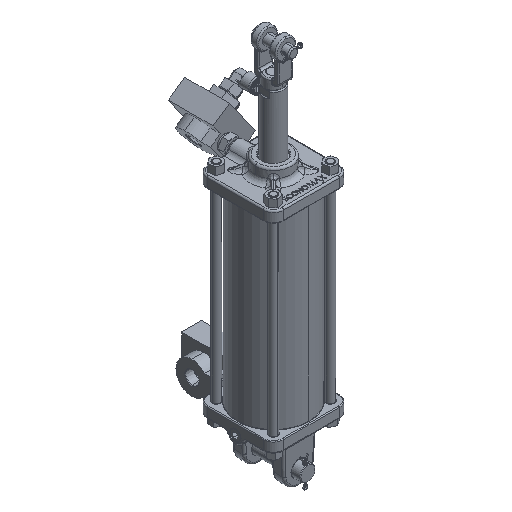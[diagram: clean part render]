
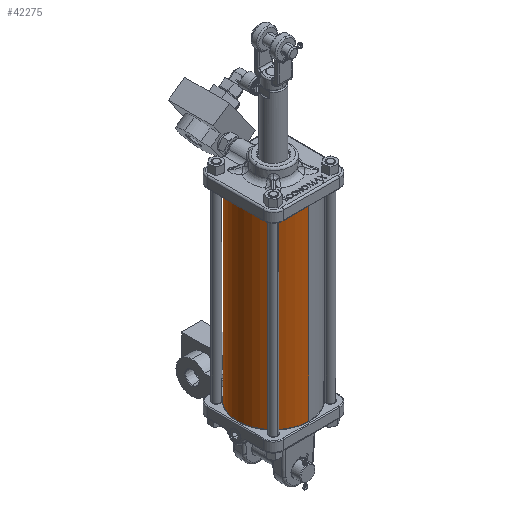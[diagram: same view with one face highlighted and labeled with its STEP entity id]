
A CAD part, isometric view. The second image highlights one B-rep face of the part: STEP entity #42275.
In plain terms, the highlighted cylindrical face has radius 44.45 mm (diameter 88.9 mm), a partial arc.
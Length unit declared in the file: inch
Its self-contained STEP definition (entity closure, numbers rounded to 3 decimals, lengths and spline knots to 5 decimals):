
#2123 = CARTESIAN_POINT ( 'NONE',  ( 1.75, 0., -9.375 ) ) ;
#4385 = VERTEX_POINT ( 'NONE', #7634 ) ;
#5192 = CARTESIAN_POINT ( 'NONE',  ( -1.75, 0., -14.44975 ) ) ;
#5788 = EDGE_CURVE ( 'NONE', #38050, #49051, #54642, .T. ) ;
#7634 = CARTESIAN_POINT ( 'NONE',  ( -1.75, 0., -9.375 ) ) ;
#9059 = EDGE_CURVE ( 'NONE', #38050, #4385, #48941, .T. ) ;
#10189 = CIRCLE ( 'NONE', #65208, 1.75 ) ;
#11903 = AXIS2_PLACEMENT_3D ( 'NONE', #55967, #19379, #29231 ) ;
#13762 = ORIENTED_EDGE ( 'NONE', *, *, #5788, .T. ) ;
#17041 = ORIENTED_EDGE ( 'NONE', *, *, #44372, .F. ) ;
#17710 = DIRECTION ( 'NONE',  ( 0., 0., 1. ) ) ;
#19379 = DIRECTION ( 'NONE',  ( 0., 0., -1. ) ) ;
#20450 = EDGE_CURVE ( 'NONE', #4385, #59347, #42805, .T. ) ;
#22056 = DIRECTION ( 'NONE',  ( 0., 0., 1. ) ) ;
#26344 = CARTESIAN_POINT ( 'NONE',  ( 1.75, 0., 0. ) ) ;
#29231 = DIRECTION ( 'NONE',  ( 1., 0., 0. ) ) ;
#29897 = CYLINDRICAL_SURFACE ( 'NONE', #37741, 1.75 ) ;
#30237 = DIRECTION ( 'NONE',  ( 1., 0., 0. ) ) ;
#32755 = DIRECTION ( 'NONE',  ( 1., 0., 0. ) ) ;
#34624 = EDGE_LOOP ( 'NONE', ( #44477, #49044, #13762, #17041 ) ) ;
#36538 = CARTESIAN_POINT ( 'NONE',  ( 0., 0., -14.44975 ) ) ;
#37741 = AXIS2_PLACEMENT_3D ( 'NONE', #36538, #57665, #30237 ) ;
#38050 = VERTEX_POINT ( 'NONE', #2123 ) ;
#39227 = VECTOR ( 'NONE', #17710, 39.37008 ) ;
#42275 = ADVANCED_FACE ( 'NONE', ( #47432 ), #29897, .T. ) ;
#42805 = LINE ( 'NONE', #5192, #57552 ) ;
#44372 = EDGE_CURVE ( 'NONE', #59347, #49051, #10189, .T. ) ;
#44477 = ORIENTED_EDGE ( 'NONE', *, *, #20450, .F. ) ;
#47432 = FACE_OUTER_BOUND ( 'NONE', #34624, .T. ) ;
#48941 = CIRCLE ( 'NONE', #11903, 1.75 ) ;
#49044 = ORIENTED_EDGE ( 'NONE', *, *, #9059, .F. ) ;
#49051 = VERTEX_POINT ( 'NONE', #26344 ) ;
#49259 = DIRECTION ( 'NONE',  ( 0., 0., 1. ) ) ;
#54642 = LINE ( 'NONE', #56047, #39227 ) ;
#55967 = CARTESIAN_POINT ( 'NONE',  ( 0., 0., -9.375 ) ) ;
#56047 = CARTESIAN_POINT ( 'NONE',  ( 1.75, 0., -14.44975 ) ) ;
#56287 = CARTESIAN_POINT ( 'NONE',  ( -1.75, 0., 0. ) ) ;
#57552 = VECTOR ( 'NONE', #22056, 39.37008 ) ;
#57665 = DIRECTION ( 'NONE',  ( 0., 0., 1. ) ) ;
#59347 = VERTEX_POINT ( 'NONE', #56287 ) ;
#60882 = CARTESIAN_POINT ( 'NONE',  ( 0., 0., 0. ) ) ;
#65208 = AXIS2_PLACEMENT_3D ( 'NONE', #60882, #49259, #32755 ) ;
